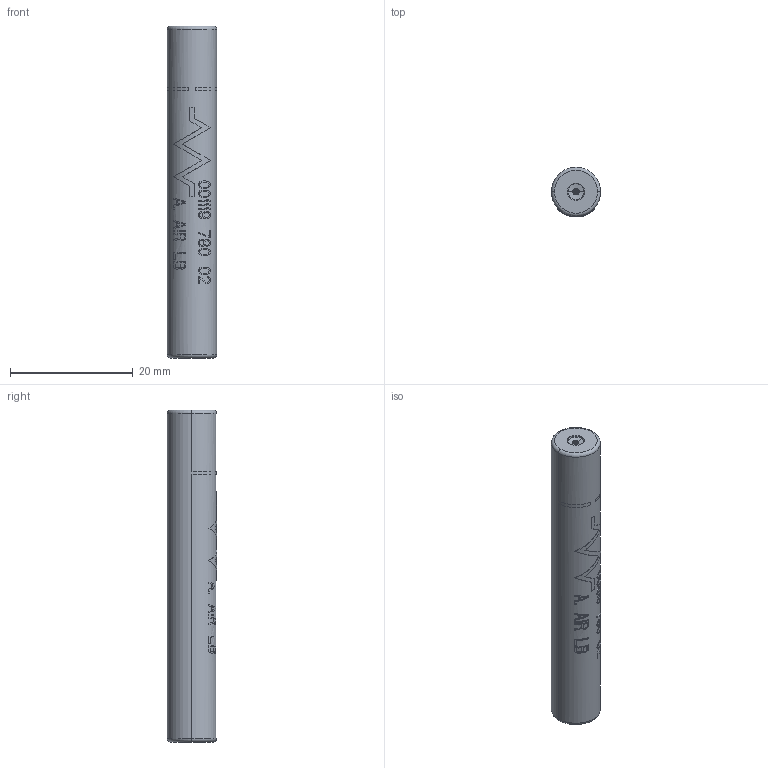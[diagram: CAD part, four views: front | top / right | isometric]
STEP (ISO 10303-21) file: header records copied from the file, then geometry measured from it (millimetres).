
FILE_DESCRIPTION((''),'2;1');
FILE_NAME('00111978002','2020-05-26T',('presta_be4'),(''),'CREO PARAMETRIC BY PTC INC, 2018360','CREO PARAMETRIC BY PTC INC, 2018360','');
FILE_SCHEMA(('CONFIG_CONTROL_DESIGN'));
Length unit declared in the file: millimetre
Products named in the file (1): 00111978002
Bounding box: 8 x 8.05 x 54 mm (x, y, z)
Volume: 1944.2 mm3; surface area: 2996.1 mm2
Topology: 2 solids, 3 shells, 793 faces, 2113 edges, 1378 vertices
Faces by surface type: plane 542, cylinder 157, torus 48, cone 34, bspline 12
Entity records: 26465 total; most frequent: CARTESIAN_POINT 7706, ORIENTED_EDGE 4226, DIRECTION 3437, EDGE_CURVE 2113, VERTEX_POINT 1378, AXIS2_PLACEMENT_3D 1291, EDGE_LOOP 861, VECTOR 855
